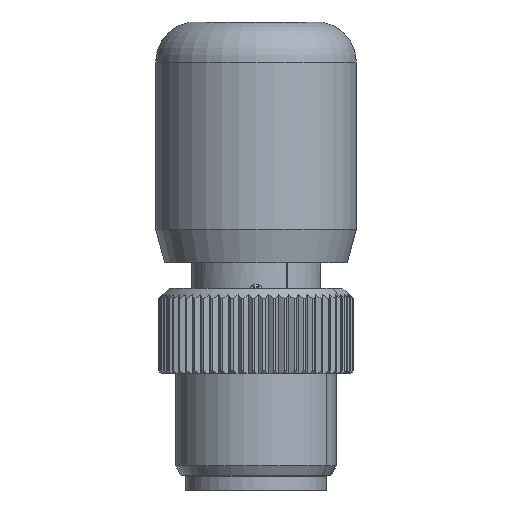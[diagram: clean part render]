
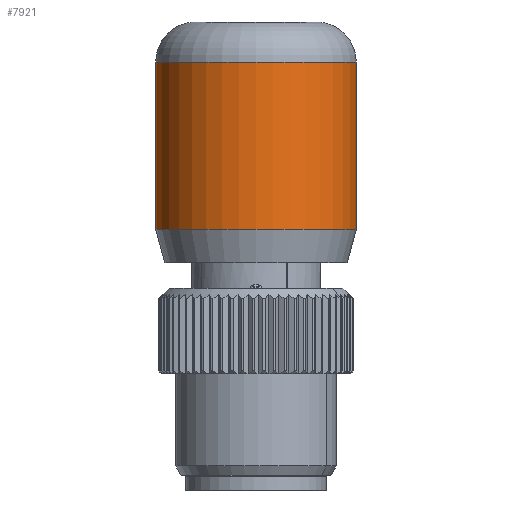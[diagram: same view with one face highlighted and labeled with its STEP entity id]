
A CAD part, front view. The second image highlights one B-rep face of the part: STEP entity #7921.
In plain terms, the highlighted cylindrical face has radius 7.5 mm (diameter 15 mm), a partial arc.
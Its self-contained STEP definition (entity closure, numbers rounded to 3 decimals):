
#6280=AXIS2_PLACEMENT_3D('Circle Axis2P3D',#6278,#6279,$) ;
#7894=AXIS2_PLACEMENT_3D('Cylinder Axis2P3D',#7891,#7892,#7893) ;
#7905=AXIS2_PLACEMENT_3D('Circle Axis2P3D',#7903,#7904,$) ;
#6268=CARTESIAN_POINT('Vertex',(0.,7.5,19.5)) ;
#6275=CARTESIAN_POINT('Vertex',(15.,7.5,19.5)) ;
#6278=CARTESIAN_POINT('Axis2P3D Location',(7.5,7.5,19.5)) ;
#7891=CARTESIAN_POINT('Axis2P3D Location',(7.5,7.5,27.5)) ;
#7896=CARTESIAN_POINT('Line Origine',(15.,7.5,27.5)) ;
#7900=CARTESIAN_POINT('Vertex',(15.,7.5,32.)) ;
#7903=CARTESIAN_POINT('Axis2P3D Location',(7.5,7.5,32.)) ;
#7907=CARTESIAN_POINT('Vertex',(0.,7.5,32.)) ;
#7910=CARTESIAN_POINT('Line Origine',(0.,7.5,27.5)) ;
#6279=DIRECTION('Axis2P3D Direction',(0.,0.,1.)) ;
#7892=DIRECTION('Axis2P3D Direction',(0.,0.,1.)) ;
#7893=DIRECTION('Axis2P3D XDirection',(1.,0.,0.)) ;
#7897=DIRECTION('Vector Direction',(0.,0.,1.)) ;
#7904=DIRECTION('Axis2P3D Direction',(0.,0.,1.)) ;
#7911=DIRECTION('Vector Direction',(0.,0.,1.)) ;
#7898=VECTOR('Line Direction',#7897,1.) ;
#7912=VECTOR('Line Direction',#7911,1.) ;
#7916=ORIENTED_EDGE('',*,*,#7902,.T.) ;
#7917=ORIENTED_EDGE('',*,*,#7909,.F.) ;
#7918=ORIENTED_EDGE('',*,*,#7914,.F.) ;
#7919=ORIENTED_EDGE('',*,*,#6282,.T.) ;
#7921=ADVANCED_FACE('Hauptk\X2\00F6\X0\rper',(#7920),#7895,.T.) ;
#6281=CIRCLE('generated circle',#6280,7.5) ;
#7906=CIRCLE('generated circle',#7905,7.5) ;
#7895=CYLINDRICAL_SURFACE('generated cylinder',#7894,7.5) ;
#6282=EDGE_CURVE('',#6269,#6276,#6281,.T.) ;
#7902=EDGE_CURVE('',#6276,#7901,#7899,.T.) ;
#7909=EDGE_CURVE('',#7908,#7901,#7906,.T.) ;
#7914=EDGE_CURVE('',#6269,#7908,#7913,.T.) ;
#7915=EDGE_LOOP('',(#7916,#7917,#7918,#7919)) ;
#7920=FACE_OUTER_BOUND('',#7915,.T.) ;
#7899=LINE('Line',#7896,#7898) ;
#7913=LINE('Line',#7910,#7912) ;
#6269=VERTEX_POINT('',#6268) ;
#6276=VERTEX_POINT('',#6275) ;
#7901=VERTEX_POINT('',#7900) ;
#7908=VERTEX_POINT('',#7907) ;
